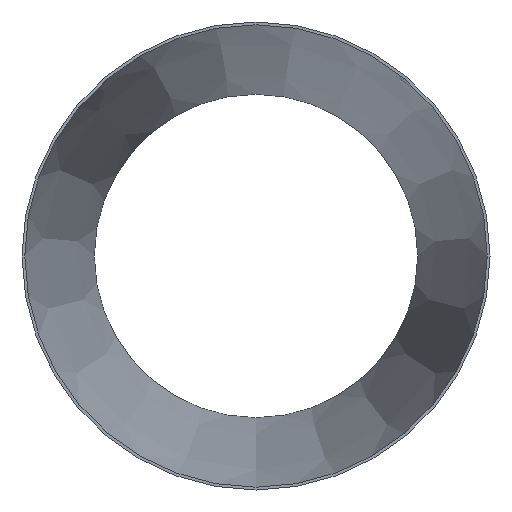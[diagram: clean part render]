
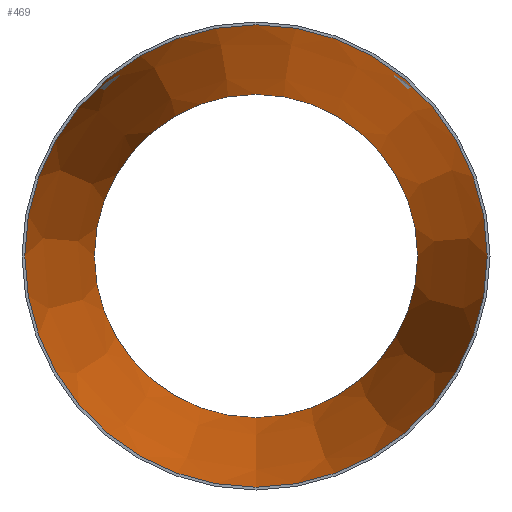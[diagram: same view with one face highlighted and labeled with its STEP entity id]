
A CAD part, front view. The second image highlights one B-rep face of the part: STEP entity #469.
In plain terms, the highlighted conical face has half-angle 8.42 degrees and reference radius 249.967 mm.
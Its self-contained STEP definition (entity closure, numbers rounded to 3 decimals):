
#469 = ADVANCED_FACE ( 'NONE', ( #20774, #2469 ), #39286, .F. ) ;
#2469 = FACE_OUTER_BOUND ( 'NONE', #10311, .T. ) ;
#3071 = ORIENTED_EDGE ( 'NONE', *, *, #5210, .F. ) ;
#4989 = VERTEX_POINT ( 'NONE', #43178 ) ;
#5210 = EDGE_CURVE ( 'NONE', #35134, #35134, #20035, .T. ) ;
#6234 = DIRECTION ( 'NONE',  ( 0., 0., -1. ) ) ;
#6878 = DIRECTION ( 'NONE',  ( 0., 0., -1. ) ) ;
#9307 = DIRECTION ( 'NONE',  ( 0., 0., -1. ) ) ;
#10311 = EDGE_LOOP ( 'NONE', ( #14506 ) ) ;
#10744 = EDGE_LOOP ( 'NONE', ( #3071 ) ) ;
#13947 = CARTESIAN_POINT ( 'NONE',  ( 0., 0., 0. ) ) ;
#14506 = ORIENTED_EDGE ( 'NONE', *, *, #38323, .T. ) ;
#19195 = AXIS2_PLACEMENT_3D ( 'NONE', #39900, #24837, #6234 ) ;
#20035 = CIRCLE ( 'NONE', #32084, 174.767 ) ;
#20774 = FACE_BOUND ( 'NONE', #10744, .T. ) ;
#24837 = DIRECTION ( 'NONE',  ( 0., -1., 0. ) ) ;
#24880 = DIRECTION ( 'NONE',  ( 0., -1., 0. ) ) ;
#25218 = AXIS2_PLACEMENT_3D ( 'NONE', #13947, #44833, #6878 ) ;
#27855 = CARTESIAN_POINT ( 'NONE',  ( 0., 508., -174.767 ) ) ;
#28412 = CARTESIAN_POINT ( 'NONE',  ( 0., 508., 0. ) ) ;
#32084 = AXIS2_PLACEMENT_3D ( 'NONE', #28412, #24880, #9307 ) ;
#35134 = VERTEX_POINT ( 'NONE', #27855 ) ;
#38323 = EDGE_CURVE ( 'NONE', #4989, #4989, #44435, .T. ) ;
#39286 = CONICAL_SURFACE ( 'NONE', #19195, 249.967, 0.147 ) ;
#39900 = CARTESIAN_POINT ( 'NONE',  ( 0., 0., 0. ) ) ;
#43178 = CARTESIAN_POINT ( 'NONE',  ( 0., 0., -249.967 ) ) ;
#44435 = CIRCLE ( 'NONE', #25218, 249.967 ) ;
#44833 = DIRECTION ( 'NONE',  ( 0., -1., 0. ) ) ;
